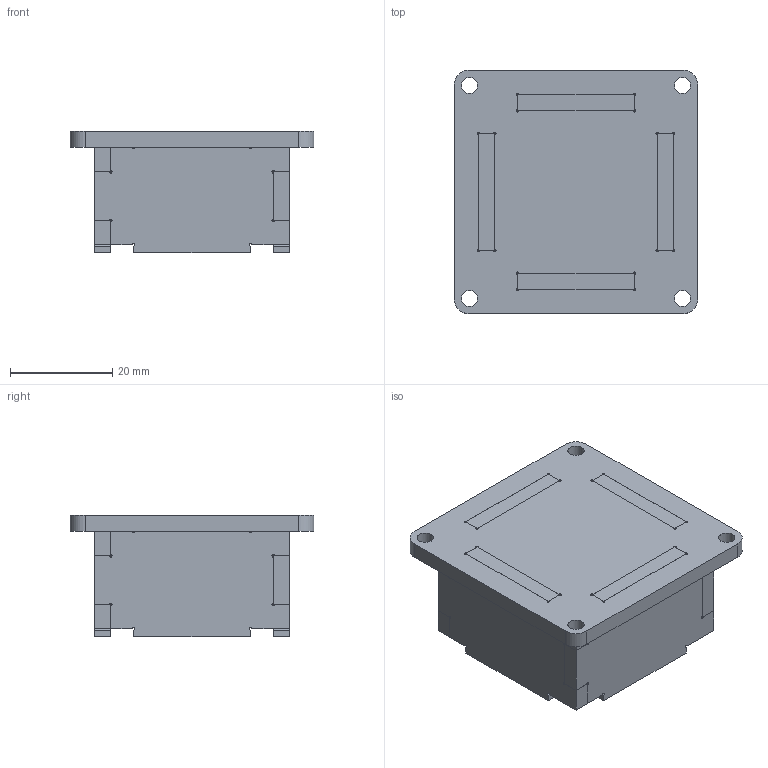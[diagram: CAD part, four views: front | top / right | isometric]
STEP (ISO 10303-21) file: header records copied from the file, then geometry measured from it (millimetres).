
FILE_DESCRIPTION(('FreeCAD Model'),'2;1');
FILE_NAME( 'cx210-cover.step' ,'2018-05-08T17:40:57',('kicad StepUp'),('ksu MCAD'), 'Open CASCADE STEP processor 6.5','FreeCAD','Unknown');
FILE_SCHEMA(('AUTOMOTIVE_DESIGN_CC2 { 1 2 10303 214 -1 1 5 4 }'));
Length unit declared in the file: millimetre
Products named in the file (6): ASSEMBLY; Clone_of_Fillet001; Clone_of_Pad006; Clone_of_Pad005; Clone_of_Pad007; Clone_of_Pad004
Assembly tree (5 placements, depth 2):
  ASSEMBLY
    Clone_of_Fillet001
    Clone_of_Pad006
    Clone_of_Pad005
    Clone_of_Pad007
    Clone_of_Pad004
Bounding box: 47.66 x 47.66 x 23.8 mm (x, y, z)
Volume: 15969.3 mm3; surface area: 13194.1 mm2
Topology: 5 solids, 5 shells, 166 faces, 482 edges, 326 vertices
Faces by surface type: plane 110, cylinder 56
Full cylindrical faces by diameter (mm): 3.175 x4
Entity records: 5669 total; most frequent: CARTESIAN_POINT 980, ORIENTED_EDGE 964, DIRECTION 942, EDGE_CURVE 482, LINE 366, VECTOR 366, VERTEX_POINT 326, AXIS2_PLACEMENT_3D 288
